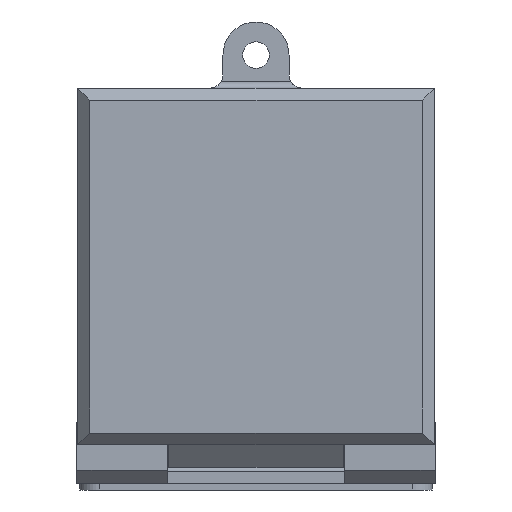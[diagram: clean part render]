
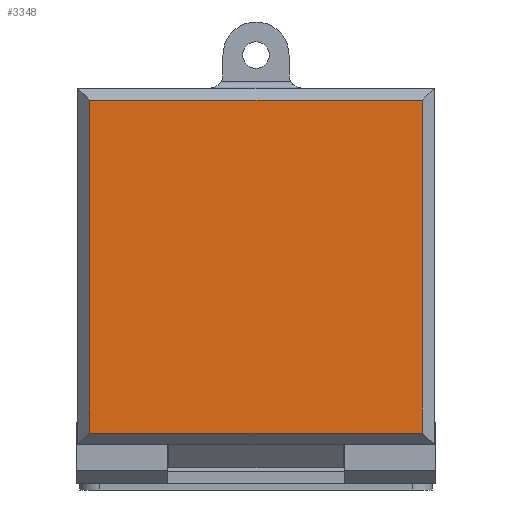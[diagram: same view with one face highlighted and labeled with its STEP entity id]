
A CAD part, left-side view. The second image highlights one B-rep face of the part: STEP entity #3348.
In plain terms, the highlighted planar face has unit normal (-1, 0, 0).
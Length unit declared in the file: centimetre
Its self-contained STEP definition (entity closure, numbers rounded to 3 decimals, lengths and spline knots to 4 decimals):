
#211=FACE_OUTER_BOUND($,#393,.T.);
#393=EDGE_LOOP($,(#2670,#2671,#2672,#2673));
#807=LINE($,#5484,#1135);
#810=LINE($,#5489,#1138);
#812=LINE($,#5493,#1140);
#814=LINE($,#5496,#1142);
#1135=VECTOR($,#4415,2.515);
#1138=VECTOR($,#4420,2.515);
#1140=VECTOR($,#4424,2.515);
#1142=VECTOR($,#4428,2.515);
#1496=VERTEX_POINT($,#5482);
#1497=VERTEX_POINT($,#5483);
#1498=VERTEX_POINT($,#5488);
#1499=VERTEX_POINT($,#5492);
#1925=EDGE_CURVE($,#1496,#1497,#807,.T.);
#1928=EDGE_CURVE($,#1497,#1498,#810,.T.);
#1930=EDGE_CURVE($,#1498,#1499,#812,.T.);
#1932=EDGE_CURVE($,#1499,#1496,#814,.T.);
#2670=ORIENTED_EDGE($,*,*,#1925,.F.);
#2671=ORIENTED_EDGE($,*,*,#1932,.F.);
#2672=ORIENTED_EDGE($,*,*,#1930,.F.);
#2673=ORIENTED_EDGE($,*,*,#1928,.F.);
#3191=PLANE($,#3659);
#3348=ADVANCED_FACE($,(#211),#3191,.T.);
#3659=AXIS2_PLACEMENT_3D($,#5497,#4429,#4430);
#4415=DIRECTION($,(0.,-1.,0.));
#4420=DIRECTION($,(0.,0.,-1.));
#4424=DIRECTION($,(0.,1.,0.));
#4428=DIRECTION($,(0.,0.,1.));
#4429=DIRECTION('center_axis',(-1.,0.,0.));
#4430=DIRECTION('ref_axis',(0.,0.,
1.));
#5482=CARTESIAN_POINT('',(-1.99,1.2775,2.895));
#5483=CARTESIAN_POINT('',(-1.99,-1.2375,2.895));
#5484=CARTESIAN_POINT($,(-1.99,0.6937,2.895));
#5488=CARTESIAN_POINT('',(-1.99,-1.2375,0.38));
#5489=CARTESIAN_POINT($,(-1.99,-1.2375,2.3113));
#5492=CARTESIAN_POINT('',(-1.99,1.2775,0.38));
#5493=CARTESIAN_POINT($,(-1.99,-0.6538,0.38));
#5496=CARTESIAN_POINT($,(-1.99,1.2775,0.9638));
#5497=CARTESIAN_POINT('Origin',(-1.99,0.02,1.6375));
